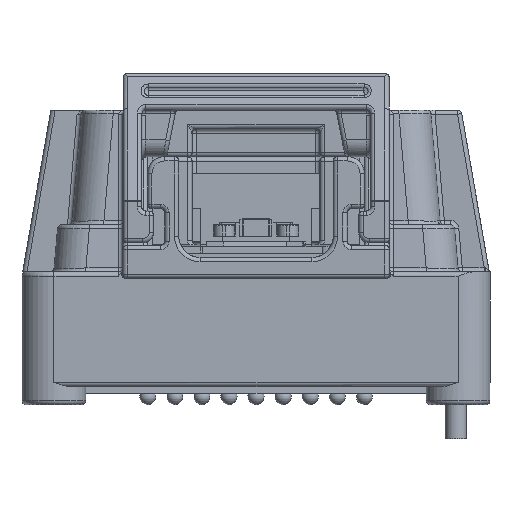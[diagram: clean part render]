
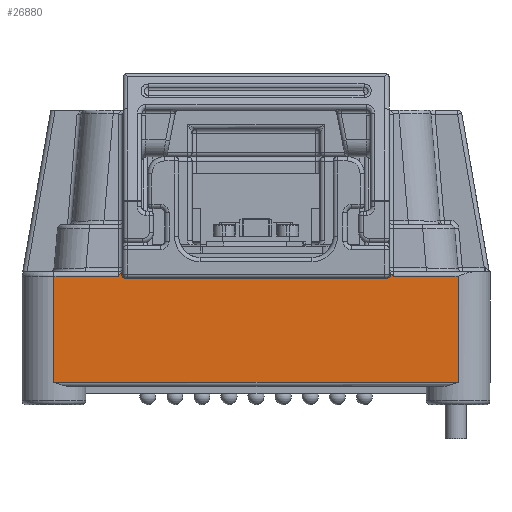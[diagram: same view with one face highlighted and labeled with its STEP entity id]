
A CAD part, front view. The second image highlights one B-rep face of the part: STEP entity #26880.
In plain terms, the highlighted planar face has unit normal (0, -1, 0).
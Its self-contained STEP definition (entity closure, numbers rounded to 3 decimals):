
#714=LINE($,#40949,#3085);
#746=LINE($,#41139,#3117);
#747=LINE($,#41170,#3118);
#748=LINE($,#41172,#3119);
#749=LINE($,#41174,#3120);
#750=LINE($,#41175,#3121);
#3085=VECTOR($,#32273,12.18);
#3117=VECTOR($,#32405,3.025);
#3118=VECTOR($,#32408,3.031);
#3119=VECTOR($,#32409,4.98);
#3120=VECTOR($,#32410,18.95);
#3121=VECTOR($,#32411,4.98);
#5188=B_SPLINE_CURVE_WITH_KNOTS($,3,(#40912,#40913,#40914,#40915,#40916,
#40917,#40918,#40919,#40920,#40921,#40922,#40923,#40924,#40925),
 .UNSPECIFIED.,.F.,.F.,(4,2,2,2,2,2,4),(0.,0.069,0.136,
0.206,0.284,0.361,0.431),
 .UNSPECIFIED.);
#5192=B_SPLINE_CURVE_WITH_KNOTS($,3,(#41042,#41043,#41044,#41045,#41046,
#41047),.UNSPECIFIED.,.F.,.F.,(4,2,4),(0.,0.118,0.219),
 .UNSPECIFIED.);
#5195=B_SPLINE_CURVE_WITH_KNOTS($,3,(#41148,#41149,#41150,#41151,#41152,
#41153,#41154,#41155,#41156,#41157,#41158,#41159,#41160,#41161),
 .UNSPECIFIED.,.F.,.F.,(4,2,2,2,2,2,4),(0.,0.1,0.194,
0.272,0.339,0.388,0.433),
 .UNSPECIFIED.);
#5196=B_SPLINE_CURVE_WITH_KNOTS($,3,(#41163,#41164,#41165,#41166,#41167,
#41168),.UNSPECIFIED.,.F.,.F.,(4,2,4),(1.18,1.282,
1.399),.UNSPECIFIED.);
#5714=PLANE($,#28880);
#6989=FACE_OUTER_BOUND($,#8588,.T.);
#8588=EDGE_LOOP($,(#19065,#19066,#19067,#19068,#19069,#19070,#19071,#19072,
#19073,#19074));
#11899=VERTEX_POINT($,#40910);
#11900=VERTEX_POINT($,#40911);
#11903=VERTEX_POINT($,#40943);
#11918=VERTEX_POINT($,#41041);
#11947=VERTEX_POINT($,#41138);
#11948=VERTEX_POINT($,#41147);
#11949=VERTEX_POINT($,#41162);
#11950=VERTEX_POINT($,#41169);
#11951=VERTEX_POINT($,#41171);
#11952=VERTEX_POINT($,#41173);
#14751=EDGE_CURVE($,#11899,#11900,#5188,.F.);
#14757=EDGE_CURVE($,#11899,#11903,#714,.T.);
#14779=EDGE_CURVE($,#11918,#11900,#5192,.T.);
#14823=EDGE_CURVE($,#11918,#11947,#746,.T.);
#14825=EDGE_CURVE($,#11948,#11903,#5195,.F.);
#14826=EDGE_CURVE($,#11948,#11949,#5196,.T.);
#14827=EDGE_CURVE($,#11950,#11949,#747,.T.);
#14828=EDGE_CURVE($,#11951,#11950,#748,.T.);
#14829=EDGE_CURVE($,#11952,#11951,#749,.T.);
#14830=EDGE_CURVE($,#11947,#11952,#750,.T.);
#19065=ORIENTED_EDGE($,*,*,#14779,.T.);
#19066=ORIENTED_EDGE($,*,*,#14751,.F.);
#19067=ORIENTED_EDGE($,*,*,#14757,.T.);
#19068=ORIENTED_EDGE($,*,*,#14825,.F.);
#19069=ORIENTED_EDGE($,*,*,#14826,.T.);
#19070=ORIENTED_EDGE($,*,*,#14827,.F.);
#19071=ORIENTED_EDGE($,*,*,#14828,.F.);
#19072=ORIENTED_EDGE($,*,*,#14829,.F.);
#19073=ORIENTED_EDGE($,*,*,#14830,.F.);
#19074=ORIENTED_EDGE($,*,*,#14823,.F.);
#26880=ADVANCED_FACE($,(#6989),#5714,.T.);
#28880=AXIS2_PLACEMENT_3D($,#41146,#32406,#32407);
#32273=DIRECTION($,(-1.,0.,0.));
#32405=DIRECTION($,(1.,0.,0.));
#32406=DIRECTION('center_axis',(0.,-1.,0.));
#32407=DIRECTION('ref_axis',(1.,0.,0.));
#32408=DIRECTION($,(1.,0.,0.));
#32409=DIRECTION($,(0.,0.,1.));
#32410=DIRECTION($,(-1.,0.,0.));
#32411=DIRECTION($,(0.,0.,-1.));
#40910=CARTESIAN_POINT('',(6.093,-9.144,5.92));
#40911=CARTESIAN_POINT('',(6.3,-9.144,6.208));
#40912=CARTESIAN_POINT('Ctrl Pts',(6.3,-9.144,6.208));
#40913=CARTESIAN_POINT('Ctrl Pts',(6.312,-9.144,6.188));
#40914=CARTESIAN_POINT('Ctrl Pts',(6.32,-9.144,6.166));
#40915=CARTESIAN_POINT('Ctrl Pts',(6.326,-9.144,6.121));
#40916=CARTESIAN_POINT('Ctrl Pts',(6.325,-9.144,6.099));
#40917=CARTESIAN_POINT('Ctrl Pts',(6.313,-9.144,6.055));
#40918=CARTESIAN_POINT('Ctrl Pts',(6.303,-9.144,6.034));
#40919=CARTESIAN_POINT('Ctrl Pts',(6.274,-9.144,5.994));
#40920=CARTESIAN_POINT('Ctrl Pts',(6.254,-9.144,5.977));
#40921=CARTESIAN_POINT('Ctrl Pts',(6.211,-9.144,5.948));
#40922=CARTESIAN_POINT('Ctrl Pts',(6.188,-9.144,5.937));
#40923=CARTESIAN_POINT('Ctrl Pts',(6.14,-9.144,5.923));
#40924=CARTESIAN_POINT('Ctrl Pts',(6.117,-9.144,5.92));
#40925=CARTESIAN_POINT('Ctrl Pts',(6.093,-9.144,5.92));
#40943=CARTESIAN_POINT('',(-6.087,-9.144,5.92));
#40949=CARTESIAN_POINT($,(-5.487,-9.144,5.92));
#41041=CARTESIAN_POINT('',(6.45,-9.144,6.03));
#41042=CARTESIAN_POINT('Ctrl Pts',(6.45,-9.144,6.03));
#41043=CARTESIAN_POINT('Ctrl Pts',(6.422,-9.144,6.058));
#41044=CARTESIAN_POINT('Ctrl Pts',(6.392,-9.144,6.088));
#41045=CARTESIAN_POINT('Ctrl Pts',(6.34,-9.144,6.149));
#41046=CARTESIAN_POINT('Ctrl Pts',(6.317,-9.144,6.178));
#41047=CARTESIAN_POINT('Ctrl Pts',(6.3,-9.144,6.208));
#41138=CARTESIAN_POINT('',(9.475,-9.144,6.03));
#41139=CARTESIAN_POINT($,(-5.487,-9.144,6.03));
#41146=CARTESIAN_POINT('Origin',(-10.975,-9.144,0.));
#41147=CARTESIAN_POINT('',(-6.294,-9.144,6.208));
#41148=CARTESIAN_POINT('Ctrl Pts',(-6.087,-9.144,
5.92));
#41149=CARTESIAN_POINT('Ctrl Pts',(-6.12,-9.144,
5.92));
#41150=CARTESIAN_POINT('Ctrl Pts',(-6.154,-9.144,
5.927));
#41151=CARTESIAN_POINT('Ctrl Pts',(-6.213,-9.144,
5.952));
#41152=CARTESIAN_POINT('Ctrl Pts',(-6.24,-9.144,
5.969));
#41153=CARTESIAN_POINT('Ctrl Pts',(-6.28,-9.144,
6.01));
#41154=CARTESIAN_POINT('Ctrl Pts',(-6.295,-9.144,
6.031));
#41155=CARTESIAN_POINT('Ctrl Pts',(-6.314,-9.144,
6.075));
#41156=CARTESIAN_POINT('Ctrl Pts',(-6.318,-9.144,6.097));
#41157=CARTESIAN_POINT('Ctrl Pts',(-6.318,-9.144,6.136));
#41158=CARTESIAN_POINT('Ctrl Pts',(-6.316,-9.144,
6.152));
#41159=CARTESIAN_POINT('Ctrl Pts',(-6.307,-9.144,
6.181));
#41160=CARTESIAN_POINT('Ctrl Pts',(-6.301,-9.144,
6.195));
#41161=CARTESIAN_POINT('Ctrl Pts',(-6.294,-9.144,
6.208));
#41162=CARTESIAN_POINT('',(-6.444,-9.144,6.03));
#41163=CARTESIAN_POINT('Ctrl Pts',(-6.294,-9.144,6.208));
#41164=CARTESIAN_POINT('Ctrl Pts',(-6.311,-9.144,
6.178));
#41165=CARTESIAN_POINT('Ctrl Pts',(-6.333,-9.144,
6.149));
#41166=CARTESIAN_POINT('Ctrl Pts',(-6.385,-9.144,
6.088));
#41167=CARTESIAN_POINT('Ctrl Pts',(-6.416,-9.144,
6.058));
#41168=CARTESIAN_POINT('Ctrl Pts',(-6.444,-9.144,
6.03));
#41169=CARTESIAN_POINT('',(-9.475,-9.144,6.03));
#41170=CARTESIAN_POINT($,(-5.487,-9.144,6.03));
#41171=CARTESIAN_POINT('',(-9.475,-9.144,1.05));
#41172=CARTESIAN_POINT($,(-9.475,-9.144,0.));
#41173=CARTESIAN_POINT('',(9.475,-9.144,1.05));
#41174=CARTESIAN_POINT($,(-5.487,-9.144,1.05));
#41175=CARTESIAN_POINT($,(9.475,-9.144,0.));
